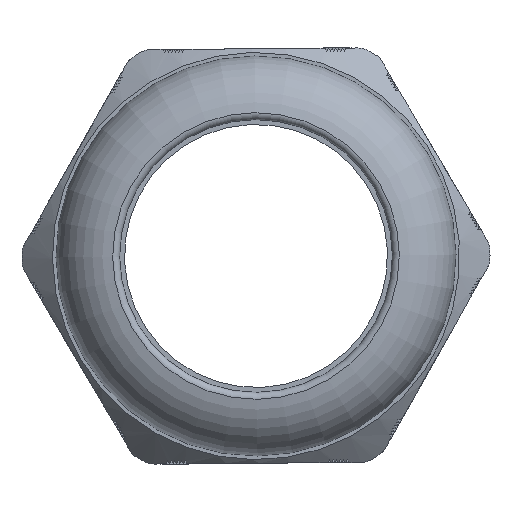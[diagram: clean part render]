
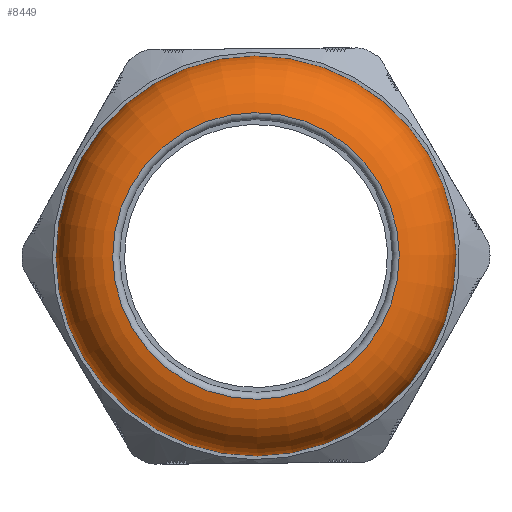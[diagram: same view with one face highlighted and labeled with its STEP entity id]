
A CAD part, left-side view. The second image highlights one B-rep face of the part: STEP entity #8449.
In plain terms, the highlighted toroidal (fillet/blend) face has major radius 19.678 mm and minor radius 9.281 mm.
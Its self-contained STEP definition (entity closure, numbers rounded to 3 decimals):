
#475=TOROIDAL_SURFACE('',#9206,19.679,9.281);
#511=FACE_BOUND('',#1717,.T.);
#1241=FACE_OUTER_BOUND('',#1716,.T.);
#1716=EDGE_LOOP('',(#7906));
#1717=EDGE_LOOP('',(#7907));
#3251=CIRCLE('',#9200,20.745);
#3254=CIRCLE('',#9207,28.96);
#4107=VERTEX_POINT('',#19365);
#4110=VERTEX_POINT('',#19375);
#5376=EDGE_CURVE('',#4107,#4107,#3251,.T.);
#5379=EDGE_CURVE('',#4110,#4110,#3254,.T.);
#7906=ORIENTED_EDGE('',*,*,#5379,.F.);
#7907=ORIENTED_EDGE('',*,*,#5376,.T.);
#8449=ADVANCED_FACE('',(#1241,#511),#475,.T.);
#9200=AXIS2_PLACEMENT_3D('',#19366,#11306,#11307);
#9206=AXIS2_PLACEMENT_3D('',#19374,#11318,#11319);
#9207=AXIS2_PLACEMENT_3D('',#19376,#11320,#11321);
#11306=DIRECTION('center_axis',(1.,0.,0.));
#11307=DIRECTION('ref_axis',(0.,0.,-1.));
#11318=DIRECTION('center_axis',(1.,0.,0.));
#11319=DIRECTION('ref_axis',(0.,0.,-1.));
#11320=DIRECTION('center_axis',(1.,0.,0.));
#11321=DIRECTION('ref_axis',(0.,0.,-1.));
#19365=CARTESIAN_POINT('',(-32.12,20.745,0.));
#19366=CARTESIAN_POINT('Origin',(-32.12,0.,0.));
#19374=CARTESIAN_POINT('Origin',(-22.9,0.,0.));
#19375=CARTESIAN_POINT('',(-22.9,28.96,0.));
#19376=CARTESIAN_POINT('Origin',(-22.9,0.,0.));
